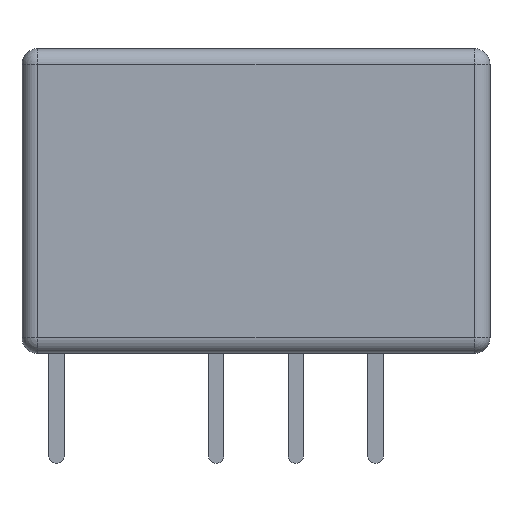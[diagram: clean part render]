
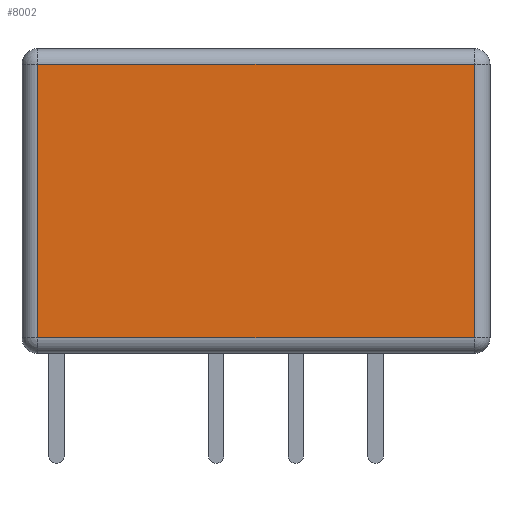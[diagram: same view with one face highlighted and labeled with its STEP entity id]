
A CAD part, front view. The second image highlights one B-rep face of the part: STEP entity #8002.
In plain terms, the highlighted planar face has unit normal (0, -1, 0).
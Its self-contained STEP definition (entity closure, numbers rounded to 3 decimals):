
#311 = CARTESIAN_POINT ( 'NONE',  ( 6.95, -3.7, 9.2 ) ) ;
#854 = LINE ( 'NONE', #4458, #15601 ) ;
#1066 = EDGE_CURVE ( 'NONE', #12895, #13672, #1276, .T. ) ;
#1240 = DIRECTION ( 'NONE',  ( 1., 0., 0. ) ) ;
#1276 = LINE ( 'NONE', #15326, #7373 ) ;
#2480 = CARTESIAN_POINT ( 'NONE',  ( -6.95, -3.7, 9.7 ) ) ;
#2664 = VECTOR ( 'NONE', #3661, 1000. ) ;
#2977 = DIRECTION ( 'NONE',  ( 0., 1., 0. ) ) ;
#3166 = VERTEX_POINT ( 'NONE', #11629 ) ;
#3646 = ORIENTED_EDGE ( 'NONE', *, *, #14155, .T. ) ;
#3661 = DIRECTION ( 'NONE',  ( 0., 0., -1. ) ) ;
#4064 = EDGE_CURVE ( 'NONE', #3166, #14060, #7682, .T. ) ;
#4092 = VECTOR ( 'NONE', #1240, 1000. ) ;
#4458 = CARTESIAN_POINT ( 'NONE',  ( 6.95, -3.7, 9.7 ) ) ;
#5727 = ORIENTED_EDGE ( 'NONE', *, *, #1066, .T. ) ;
#5991 = DIRECTION ( 'NONE',  ( 0., 0., 1. ) ) ;
#6627 = DIRECTION ( 'NONE',  ( 0., 0., 1. ) ) ;
#6795 = PLANE ( 'NONE',  #15219 ) ;
#7373 = VECTOR ( 'NONE', #11589, 1000. ) ;
#7425 = LINE ( 'NONE', #2480, #2664 ) ;
#7682 = LINE ( 'NONE', #16631, #4092 ) ;
#8002 = ADVANCED_FACE ( 'NONE', ( #11968 ), #6795, .F. ) ;
#8453 = CARTESIAN_POINT ( 'NONE',  ( 6.95, -3.7, 0.5 ) ) ;
#10017 = EDGE_LOOP ( 'NONE', ( #5727, #3646, #10893, #10394 ) ) ;
#10394 = ORIENTED_EDGE ( 'NONE', *, *, #12750, .T. ) ;
#10893 = ORIENTED_EDGE ( 'NONE', *, *, #4064, .T. ) ;
#11589 = DIRECTION ( 'NONE',  ( -1., 0., 0. ) ) ;
#11629 = CARTESIAN_POINT ( 'NONE',  ( -6.95, -3.7, 0.5 ) ) ;
#11968 = FACE_OUTER_BOUND ( 'NONE', #10017, .T. ) ;
#12750 = EDGE_CURVE ( 'NONE', #14060, #12895, #854, .T. ) ;
#12895 = VERTEX_POINT ( 'NONE', #311 ) ;
#13088 = CARTESIAN_POINT ( 'NONE',  ( -7.45, -3.7, 9.7 ) ) ;
#13672 = VERTEX_POINT ( 'NONE', #15239 ) ;
#14060 = VERTEX_POINT ( 'NONE', #8453 ) ;
#14155 = EDGE_CURVE ( 'NONE', #13672, #3166, #7425, .T. ) ;
#15219 = AXIS2_PLACEMENT_3D ( 'NONE', #13088, #2977, #6627 ) ;
#15239 = CARTESIAN_POINT ( 'NONE',  ( -6.95, -3.7, 9.2 ) ) ;
#15326 = CARTESIAN_POINT ( 'NONE',  ( -7.45, -3.7, 9.2 ) ) ;
#15601 = VECTOR ( 'NONE', #5991, 1000. ) ;
#16631 = CARTESIAN_POINT ( 'NONE',  ( -7.45, -3.7, 0.5 ) ) ;
